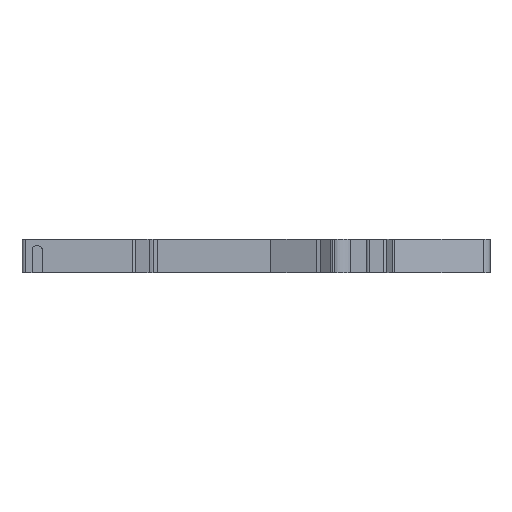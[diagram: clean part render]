
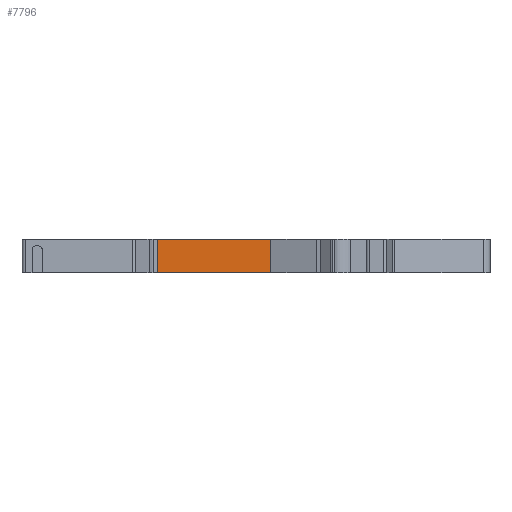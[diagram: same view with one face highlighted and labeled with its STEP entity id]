
A CAD part, front view. The second image highlights one B-rep face of the part: STEP entity #7796.
In plain terms, the highlighted planar face has unit normal (0, -1, 0).
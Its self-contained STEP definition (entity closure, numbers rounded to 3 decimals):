
#537=DIRECTION('',(1.,0.,0.));
#538=VECTOR('',#537,16.996);
#539=CARTESIAN_POINT('',(-11.7,-1.8,-5.));
#540=LINE('',#539,#538);
#1803=DIRECTION('',(-1.,0.,0.));
#1804=VECTOR('',#1803,16.996);
#1805=CARTESIAN_POINT('',(5.296,-1.8,0.));
#1806=LINE('',#1805,#1804);
#3260=DIRECTION('',(0.,0.,1.));
#3261=VECTOR('',#3260,5.);
#3262=CARTESIAN_POINT('',(5.296,-1.8,-5.));
#3263=LINE('',#3262,#3261);
#3267=DIRECTION('',(0.,0.,-1.));
#3268=VECTOR('',#3267,5.);
#3269=CARTESIAN_POINT('',(-11.7,-1.8,0.));
#3270=LINE('',#3269,#3268);
#4576=CARTESIAN_POINT('',(-11.7,-1.8,-5.));
#4577=VERTEX_POINT('',#4576);
#4578=CARTESIAN_POINT('',(5.296,-1.8,-5.));
#4579=VERTEX_POINT('',#4578);
#4972=CARTESIAN_POINT('',(5.296,-1.8,0.));
#4973=VERTEX_POINT('',#4972);
#4974=CARTESIAN_POINT('',(-11.7,-1.8,0.));
#4975=VERTEX_POINT('',#4974);
#7784=CARTESIAN_POINT('',(-21.9,-1.8,0.));
#7785=DIRECTION('',(0.,-1.,0.));
#7786=DIRECTION('',(-1.,0.,0.));
#7787=AXIS2_PLACEMENT_3D('',#7784,#7785,#7786);
#7788=PLANE('',#7787);
#7789=ORIENTED_EDGE('',*,*,#5987,.F.);
#7790=ORIENTED_EDGE('',*,*,#7772,.F.);
#7791=ORIENTED_EDGE('',*,*,#5414,.F.);
#7793=ORIENTED_EDGE('',*,*,#7792,.F.);
#7794=EDGE_LOOP('',(#7789,#7790,#7791,#7793));
#7795=FACE_OUTER_BOUND('',#7794,.F.);
#5414=EDGE_CURVE('',#4577,#4579,#540,.T.);
#5987=EDGE_CURVE('',#4973,#4975,#1806,.T.);
#7772=EDGE_CURVE('',#4579,#4973,#3263,.T.);
#7792=EDGE_CURVE('',#4975,#4577,#3270,.T.);
#7796=ADVANCED_FACE('',(#7795),#7788,.T.);
